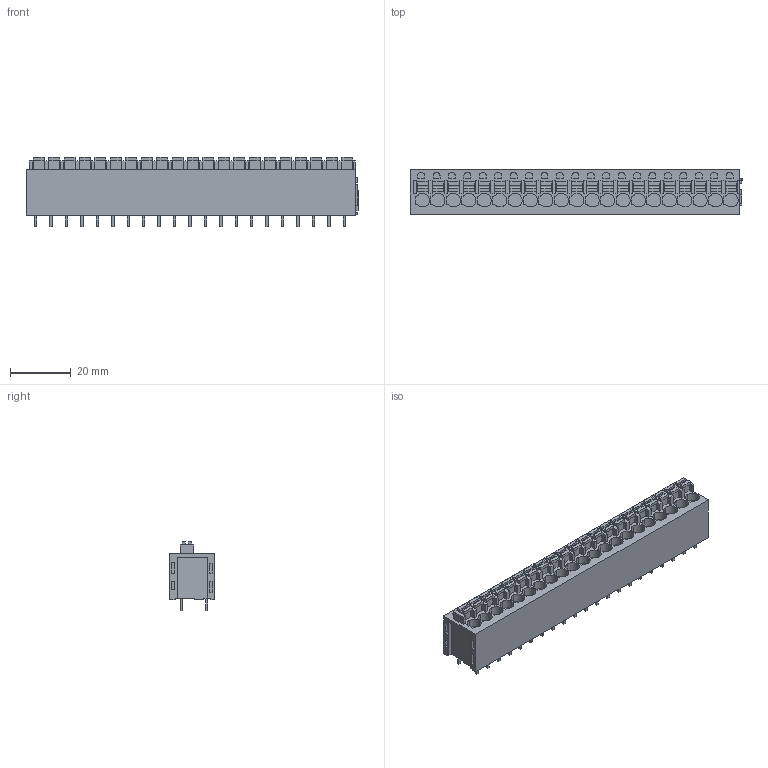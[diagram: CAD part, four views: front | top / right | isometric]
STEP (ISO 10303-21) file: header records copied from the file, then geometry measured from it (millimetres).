
FILE_DESCRIPTION(('CATIA V5 STEP Exchange','CAx-IF Rec.Pracs.--- Model Styling and Organization---1.2---2011-12-15'),'2;1');
FILE_NAME ('D1451156_0', '2018-04-09T11:49:48+00:00', ('none'), ('Weidmueller'), 'CATIA Version 5-6 Release 2014', 'CATIA V5 STEP AP214', 'none');
FILE_SCHEMA(('AUTOMOTIVE_DESIGN { 1 0 10303 214 1 1 1 1 }'));
Length unit declared in the file: millimetre
Products named in the file (1): 1331390000
Bounding box: 109.33 x 14.8 x 22.74 mm (x, y, z)
Volume: 23566 mm3; surface area: 11448.6 mm2
Topology: 64 solids, 64 shells, 1013 faces, 2510 edges, 1700 vertices
Faces by surface type: plane 887, cylinder 126
Entity records: 29220 total; most frequent: CARTESIAN_POINT 5106, ORIENTED_EDGE 5020, DIRECTION 4096, EDGE_CURVE 2510, VECTOR 2258, LINE 2258, VERTEX_POINT 1700, EDGE_LOOP 1088
